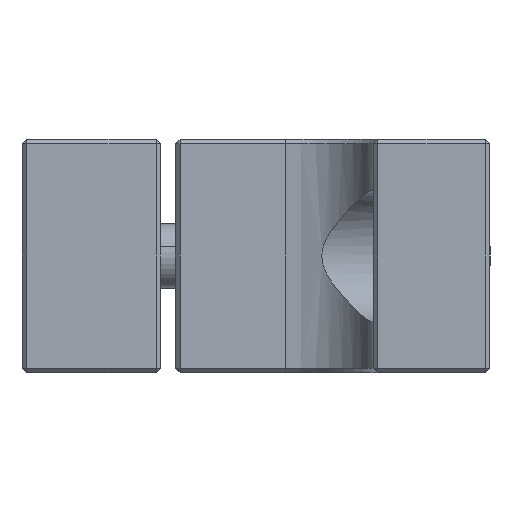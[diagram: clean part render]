
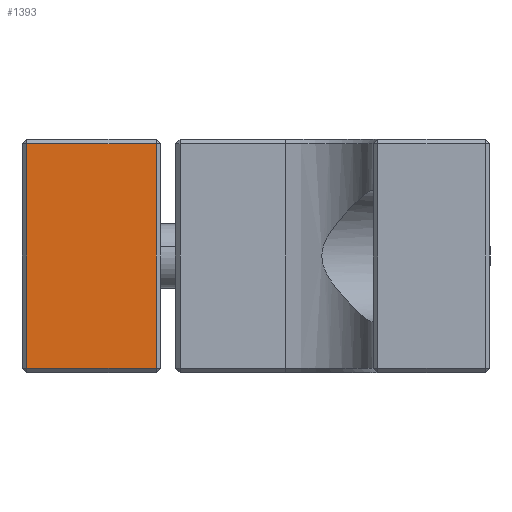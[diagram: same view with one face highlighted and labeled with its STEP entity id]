
A CAD part, left-side view. The second image highlights one B-rep face of the part: STEP entity #1393.
In plain terms, the highlighted planar face has unit normal (-1, 0, 0).
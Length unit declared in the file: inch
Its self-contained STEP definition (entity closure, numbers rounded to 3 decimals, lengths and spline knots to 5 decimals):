
#267 = VERTEX_POINT ( 'NONE', #5157 ) ;
#563 = CARTESIAN_POINT ( 'NONE',  ( -0.405, 0.3025, 0. ) ) ;
#776 = CARTESIAN_POINT ( 'NONE',  ( -0.405, 0.01562, 0. ) ) ;
#891 = ORIENTED_EDGE ( 'NONE', *, *, #5350, .T. ) ;
#1087 = ORIENTED_EDGE ( 'NONE', *, *, #7169, .T. ) ;
#1297 = VECTOR ( 'NONE', #7167, 39.37008 ) ;
#1352 = DIRECTION ( 'NONE',  ( 0., -1., 0. ) ) ;
#1393 = ADVANCED_FACE ( 'NONE', ( #1992 ), #2078, .T. ) ;
#1429 = DIRECTION ( 'NONE',  ( 0., 0., 1. ) ) ;
#1508 = DIRECTION ( 'NONE',  ( 0., 1., 0. ) ) ;
#1837 = VECTOR ( 'NONE', #1352, 39.37008 ) ;
#1992 = FACE_OUTER_BOUND ( 'NONE', #2815, .T. ) ;
#2078 = PLANE ( 'NONE',  #3339 ) ;
#2218 = CARTESIAN_POINT ( 'NONE',  ( -0.405, 0.02562, -0.24 ) ) ;
#2547 = EDGE_CURVE ( 'NONE', #267, #7714, #7664, .T. ) ;
#2557 = DIRECTION ( 'NONE',  ( 0., 0., 1. ) ) ;
#2566 = CARTESIAN_POINT ( 'NONE',  ( -0.405, 0.02562, 0. ) ) ;
#2815 = EDGE_LOOP ( 'NONE', ( #3084, #1087, #7807, #891 ) ) ;
#3084 = ORIENTED_EDGE ( 'NONE', *, *, #2547, .F. ) ;
#3233 = CARTESIAN_POINT ( 'NONE',  ( -0.405, 0.3025, 0.24 ) ) ;
#3339 = AXIS2_PLACEMENT_3D ( 'NONE', #776, #5378, #1429 ) ;
#3381 = LINE ( 'NONE', #4644, #1837 ) ;
#3831 = VECTOR ( 'NONE', #1508, 39.37008 ) ;
#4644 = CARTESIAN_POINT ( 'NONE',  ( -0.405, 0.01562, -0.24 ) ) ;
#4793 = LINE ( 'NONE', #2566, #1297 ) ;
#5157 = CARTESIAN_POINT ( 'NONE',  ( -0.405, 0.3025, -0.24 ) ) ;
#5350 = EDGE_CURVE ( 'NONE', #8036, #7714, #5572, .T. ) ;
#5378 = DIRECTION ( 'NONE',  ( -1., 0., 0. ) ) ;
#5572 = LINE ( 'NONE', #6755, #3831 ) ;
#6755 = CARTESIAN_POINT ( 'NONE',  ( -0.405, 0.01562, 0.24 ) ) ;
#7167 = DIRECTION ( 'NONE',  ( 0., 0., 1. ) ) ;
#7169 = EDGE_CURVE ( 'NONE', #267, #7379, #3381, .T. ) ;
#7379 = VERTEX_POINT ( 'NONE', #2218 ) ;
#7454 = VECTOR ( 'NONE', #2557, 39.37008 ) ;
#7641 = EDGE_CURVE ( 'NONE', #7379, #8036, #4793, .T. ) ;
#7664 = LINE ( 'NONE', #563, #7454 ) ;
#7714 = VERTEX_POINT ( 'NONE', #3233 ) ;
#7807 = ORIENTED_EDGE ( 'NONE', *, *, #7641, .T. ) ;
#8036 = VERTEX_POINT ( 'NONE', #8261 ) ;
#8261 = CARTESIAN_POINT ( 'NONE',  ( -0.405, 0.02562, 0.24 ) ) ;
